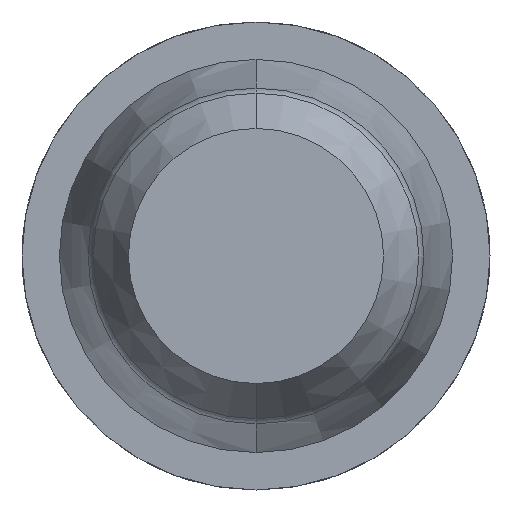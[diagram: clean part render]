
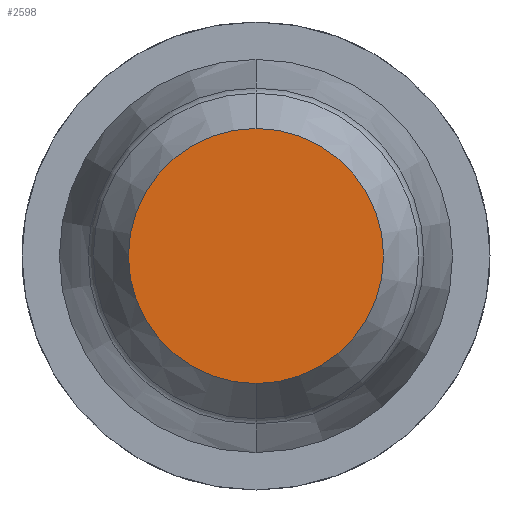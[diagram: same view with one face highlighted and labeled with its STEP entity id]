
A CAD part, front view. The second image highlights one B-rep face of the part: STEP entity #2598.
In plain terms, the highlighted planar face has unit normal (0, -1, 0).
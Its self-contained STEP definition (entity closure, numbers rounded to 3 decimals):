
#45 = AXIS2_PLACEMENT_3D ( 'NONE', #719, #1350, #337 ) ;
#337 = DIRECTION ( 'NONE',  ( 0., 0., 1. ) ) ;
#615 = VERTEX_POINT ( 'NONE', #3076 ) ;
#719 = CARTESIAN_POINT ( 'NONE',  ( 0., -30.5, 0. ) ) ;
#779 = VERTEX_POINT ( 'NONE', #3140 ) ;
#814 = EDGE_CURVE ( 'Defeature ausgef�hrt3_1+Defeature ausgef�hrt3_0+Defeature ausgef�hrt3_0+Defeature ausgef�hrt3_0', #779, #615, #3837, .T. ) ;
#913 = DIRECTION ( 'NONE',  ( 0., 1., 0. ) ) ;
#930 = CARTESIAN_POINT ( 'NONE',  ( 0., -30.5, 0. ) ) ;
#1350 = DIRECTION ( 'NONE',  ( 0., 1., 0. ) ) ;
#1508 = DIRECTION ( 'NONE',  ( 0., 0., 1. ) ) ;
#1806 = EDGE_CURVE ( 'Defeature ausgef�hrt3_1+Defeature ausgef�hrt3_0+Defeature ausgef�hrt3_0+Defeature ausgef�hrt3_0', #615, #779, #3351, .T. ) ;
#1861 = CARTESIAN_POINT ( 'NONE',  ( 0., -30.5, 0. ) ) ;
#2151 = ORIENTED_EDGE ( 'NONE', *, *, #814, .F. ) ;
#2282 = FACE_OUTER_BOUND ( 'NONE', #3034, .T. ) ;
#2598 = ADVANCED_FACE ( 'Defeature ausgef�hrt3_0', ( #2282 ), #2626, .F. ) ;
#2626 = PLANE ( 'NONE',  #45 ) ;
#2900 = AXIS2_PLACEMENT_3D ( 'NONE', #930, #3791, #3141 ) ;
#2977 = AXIS2_PLACEMENT_3D ( 'NONE', #1861, #913, #1508 ) ;
#3034 = EDGE_LOOP ( 'NONE', ( #3505, #2151 ) ) ;
#3076 = CARTESIAN_POINT ( 'NONE',  ( 0., -30.5, 0.627 ) ) ;
#3140 = CARTESIAN_POINT ( 'NONE',  ( 0., -30.5, -0.627 ) ) ;
#3141 = DIRECTION ( 'NONE',  ( 0., 0., 1. ) ) ;
#3351 = CIRCLE ( 'NONE', #2900, 0.627 ) ;
#3505 = ORIENTED_EDGE ( 'NONE', *, *, #1806, .F. ) ;
#3791 = DIRECTION ( 'NONE',  ( 0., 1., 0. ) ) ;
#3837 = CIRCLE ( 'NONE', #2977, 0.627 ) ;
